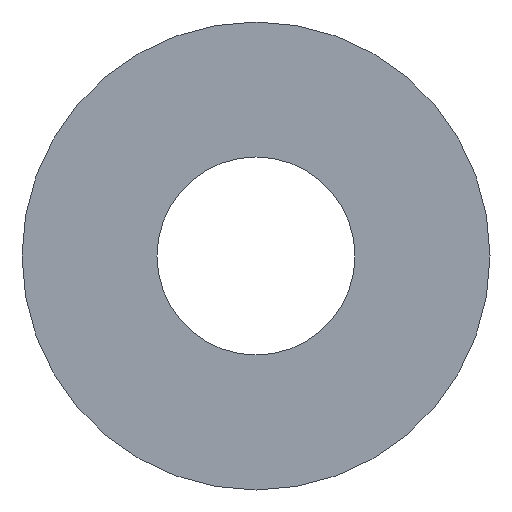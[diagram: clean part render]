
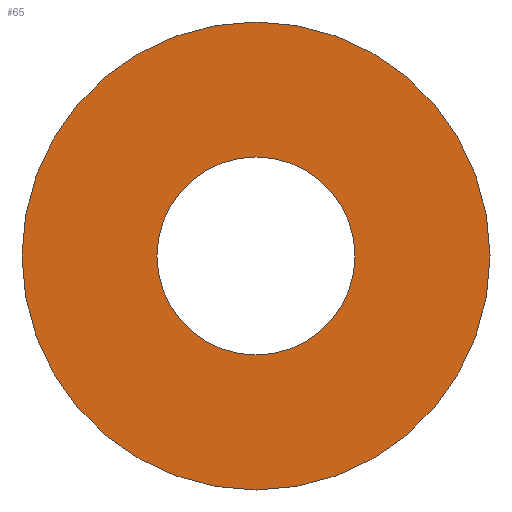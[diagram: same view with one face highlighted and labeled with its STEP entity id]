
A CAD part, left-side view. The second image highlights one B-rep face of the part: STEP entity #65.
In plain terms, the highlighted planar face has unit normal (-1, 0, 0).
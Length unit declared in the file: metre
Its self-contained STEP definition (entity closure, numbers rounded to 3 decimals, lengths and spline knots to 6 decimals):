
#14=PLANE('',#88);
#21=ORIENTED_EDGE('',*,*,#26,.T.);
#22=ORIENTED_EDGE('',*,*,#28,.F.);
#26=EDGE_CURVE('',#31,#31,#36,.T.);
#28=EDGE_CURVE('',#33,#33,#38,.T.);
#31=VERTEX_POINT('',#117);
#33=VERTEX_POINT('',#122);
#36=CIRCLE('',#82,0.0022);
#38=CIRCLE('',#85,0.0052);
#46=EDGE_LOOP('',(#21));
#47=EDGE_LOOP('',(#22));
#56=FACE_BOUND('',#46,.T.);
#57=FACE_BOUND('',#47,.T.);
#65=ADVANCED_FACE('',(#56,#57),#14,.F.);
#82=AXIS2_PLACEMENT_3D('',#116,#96,#97);
#85=AXIS2_PLACEMENT_3D('',#121,#102,#103);
#88=AXIS2_PLACEMENT_3D('',#126,#108,#109);
#96=DIRECTION('',(1.,0.,0.));
#97=DIRECTION('',(0.,0.,-1.));
#102=DIRECTION('',(1.,0.,0.));
#103=DIRECTION('',(0.,0.,-1.));
#108=DIRECTION('',(1.,0.,0.));
#109=DIRECTION('',(0.,1.,0.));
#116=CARTESIAN_POINT('',(0.,0.,0.));
#117=CARTESIAN_POINT('',(0.,0.,-0.0022));
#121=CARTESIAN_POINT('',(0.,0.,0.));
#122=CARTESIAN_POINT('',(0.,0.,-0.0052));
#126=CARTESIAN_POINT('',(0.,0.,0.));
